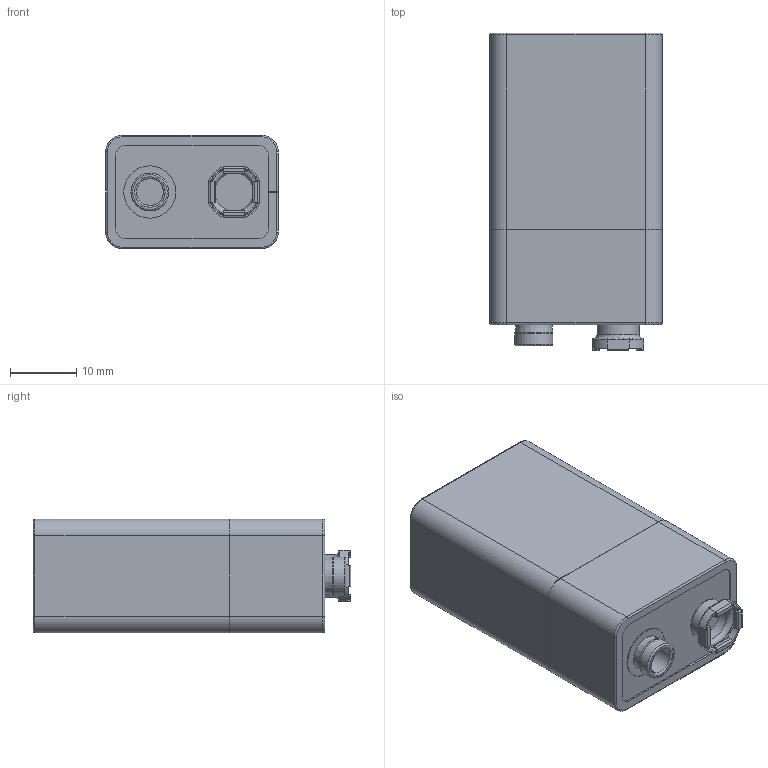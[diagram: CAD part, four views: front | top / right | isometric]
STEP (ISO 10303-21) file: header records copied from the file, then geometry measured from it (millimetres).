
FILE_DESCRIPTION(/* description */ (''),/* implementation_level */ '2;1');
FILE_NAME(/* name */ '9V Battery v2.step',/* time_stamp */ '2020-09-22T19:44:16-04:00',/* author */ (''),/* organization */ (''),/* preprocessor_version */ 'ST-DEVELOPER v18.1',/* originating_system */ 'Autodesk Translation Framework v9.3.0.1241',/* authorisation */ '');
FILE_SCHEMA (('AUTOMOTIVE_DESIGN { 1 0 10303 214 3 1 1 }'));
Length unit declared in the file: inch
Products named in the file (1): 9V Battery
Bounding box: 26.04 x 47.88 x 17.14 mm (x, y, z)
Volume: 19285.7 mm3; surface area: 4867.4 mm2
Topology: 1 solids, 1 shells, 192 faces, 506 edges, 322 vertices
Faces by surface type: plane 94, cylinder 67, torus 21, bspline 9, cone 1
Full cylindrical faces by diameter (mm): 4.064 x1, 5.715 x1, 5.842 x1, 6.35 x1, 7.874 x1
Entity records: 7375 total; most frequent: CARTESIAN_POINT 2371, ORIENTED_EDGE 1012, DIRECTION 994, EDGE_CURVE 506, AXIS2_PLACEMENT_3D 348, VERTEX_POINT 322, LINE 298, VECTOR 298
